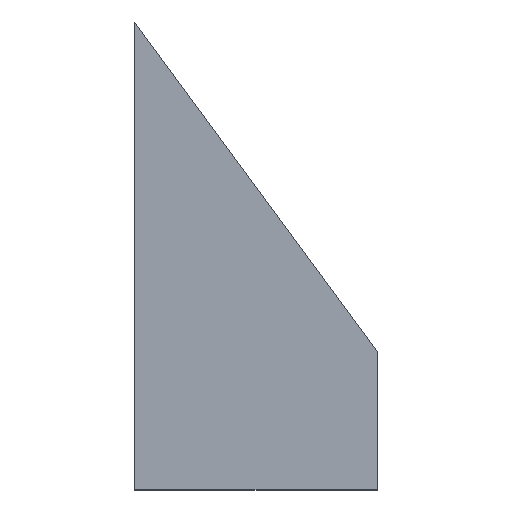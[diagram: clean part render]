
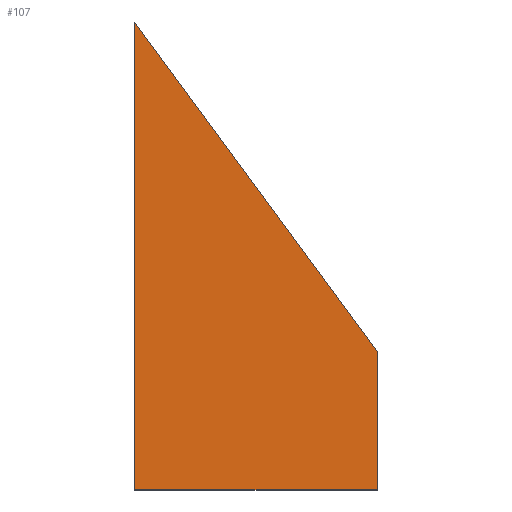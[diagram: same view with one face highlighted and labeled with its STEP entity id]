
A CAD part, top view. The second image highlights one B-rep face of the part: STEP entity #107.
In plain terms, the highlighted planar face has unit normal (0, 0, 1).
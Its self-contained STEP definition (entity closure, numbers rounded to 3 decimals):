
#21=FACE_OUTER_BOUND('',#27,.T.);
#27=EDGE_LOOP('',(#83,#84,#85,#86));
#31=LINE('',#168,#43);
#35=LINE('',#176,#47);
#38=LINE('',#182,#50);
#39=LINE('',#183,#51);
#43=VECTOR('',#139,10.);
#47=VECTOR('',#145,10.);
#50=VECTOR('',#150,10.);
#51=VECTOR('',#151,10.);
#55=VERTEX_POINT('',#166);
#56=VERTEX_POINT('',#167);
#59=VERTEX_POINT('',#175);
#61=VERTEX_POINT('',#181);
#63=EDGE_CURVE('',#55,#56,#31,.T.);
#67=EDGE_CURVE('',#59,#56,#35,.T.);
#70=EDGE_CURVE('',#61,#55,#38,.T.);
#71=EDGE_CURVE('',#59,#61,#39,.T.);
#83=ORIENTED_EDGE('',*,*,#70,.T.);
#84=ORIENTED_EDGE('',*,*,#63,.T.);
#85=ORIENTED_EDGE('',*,*,#67,.F.);
#86=ORIENTED_EDGE('',*,*,#71,.T.);
#101=PLANE('',#128);
#107=ADVANCED_FACE('',(#21),#101,.T.);
#128=AXIS2_PLACEMENT_3D('',#180,#148,#149);
#139=DIRECTION('',(0.,1.,0.));
#145=DIRECTION('',(0.593,-0.805,0.));
#148=DIRECTION('center_axis',(0.,0.,1.));
#149=DIRECTION('ref_axis',(1.,0.,0.));
#150=DIRECTION('',(1.,0.,0.));
#151=DIRECTION('',(0.,-1.,0.));
#166=CARTESIAN_POINT('',(98.802,-2.,1.5));
#167=CARTESIAN_POINT('',(98.802,38.,1.5));
#168=CARTESIAN_POINT('',(98.802,-2.,1.5));
#175=CARTESIAN_POINT('',(28.802,133.,1.5));
#176=CARTESIAN_POINT('',(28.802,133.,1.5));
#180=CARTESIAN_POINT('Origin',(64.111,62.75,1.5));
#181=CARTESIAN_POINT('',(28.802,-2.,1.5));
#182=CARTESIAN_POINT('',(30.802,-2.,1.5));
#183=CARTESIAN_POINT('',(28.802,97.33,1.5));
